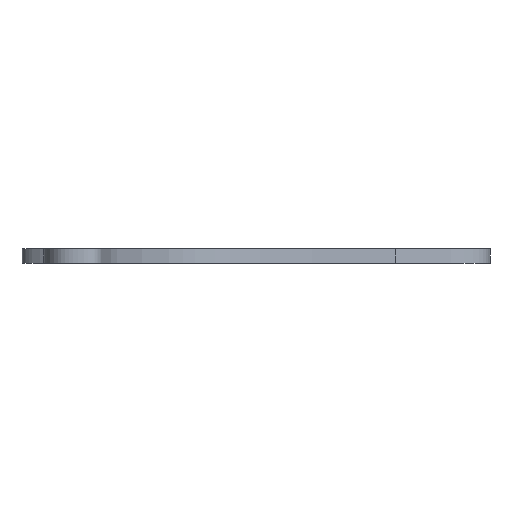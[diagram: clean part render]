
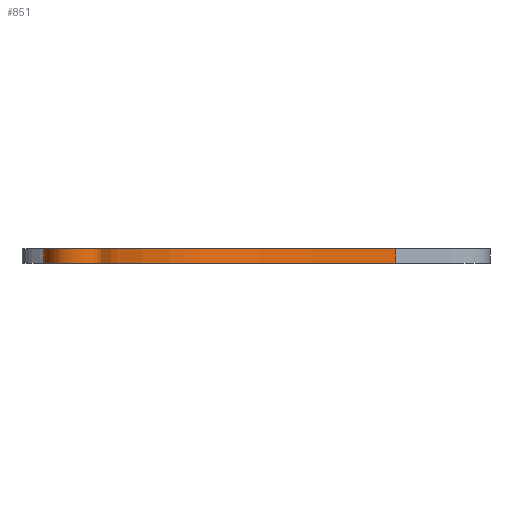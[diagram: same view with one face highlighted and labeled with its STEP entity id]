
A CAD part, left-side view. The second image highlights one B-rep face of the part: STEP entity #851.
In plain terms, the highlighted free-form (B-spline) face has degree [3, 1] with [24, 2] control points.
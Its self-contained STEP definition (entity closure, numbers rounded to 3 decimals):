
#453 = EDGE_CURVE('',#454,#456,#458,.T.);
#454 = VERTEX_POINT('',#455);
#455 = CARTESIAN_POINT('',(65.994,57.836,
    10.464));
#456 = VERTEX_POINT('',#457);
#457 = CARTESIAN_POINT('',(65.994,57.836,0.));
#458 = B_SPLINE_CURVE_WITH_KNOTS('',1,(#459,#460),.UNSPECIFIED.,.F.,.F.,
  (2,2),(-0.,10.),.PIECEWISE_BEZIER_KNOTS.);
#459 = CARTESIAN_POINT('',(65.994,57.836,
    10.464));
#460 = CARTESIAN_POINT('',(65.994,57.836,0.));
#463 = VERTEX_POINT('',#464);
#464 = CARTESIAN_POINT('',(-8.439,-139.852,0.));
#493 = EDGE_CURVE('',#494,#463,#496,.T.);
#494 = VERTEX_POINT('',#495);
#495 = CARTESIAN_POINT('',(-8.439,-139.852,
    10.464));
#496 = B_SPLINE_CURVE_WITH_KNOTS('',1,(#497,#498),.UNSPECIFIED.,.F.,.F.,
  (2,2),(-0.,10.),.PIECEWISE_BEZIER_KNOTS.);
#497 = CARTESIAN_POINT('',(-8.439,-139.852,
    10.464));
#498 = CARTESIAN_POINT('',(-8.439,-139.852,0.));
#585 = EDGE_CURVE('',#454,#494,#586,.T.);
#586 = B_SPLINE_CURVE_WITH_KNOTS('',3,(#587,#588,#589,#590,#591,#592,
    #593,#594,#595,#596,#597,#598,#599,#600,#601,#602,#603,#604,#605,
    #606,#607,#608,#609,#610),.UNSPECIFIED.,.F.,.F.,(4,1,1,1,1,1,1,1,1,1
    ,1,1,1,1,1,1,1,1,1,1,1,4),(0.,0.016,0.042,
    0.067,0.104,0.132,0.164,
    0.196,0.214,0.226,0.235,
    0.245,0.257,0.283,0.311,
    0.344,0.371,0.4,0.423,
    0.462,0.496,0.5),.UNSPECIFIED.);
#587 = CARTESIAN_POINT('',(65.994,57.836,
    10.464));
#588 = CARTESIAN_POINT('',(60.578,54.084,
    10.464));
#589 = CARTESIAN_POINT('',(46.387,44.685,
    10.464));
#590 = CARTESIAN_POINT('',(20.054,35.523,
    10.464));
#591 = CARTESIAN_POINT('',(-15.923,38.718,
    10.464));
#592 = CARTESIAN_POINT('',(-49.795,53.481,
    10.464));
#593 = CARTESIAN_POINT('',(-82.344,75.819,
    10.464));
#594 = CARTESIAN_POINT('',(-113.237,96.063,
    10.464));
#595 = CARTESIAN_POINT('',(-142.982,112.279,
    10.464));
#596 = CARTESIAN_POINT('',(-169.276,111.005,
    10.464));
#597 = CARTESIAN_POINT('',(-182.435,99.743,
    10.464));
#598 = CARTESIAN_POINT('',(-184.667,87.034,
    10.464));
#599 = CARTESIAN_POINT('',(-182.984,72.796,
    10.464));
#600 = CARTESIAN_POINT('',(-161.79,66.299,
    10.464));
#601 = CARTESIAN_POINT('',(-136.046,66.486,
    10.464));
#602 = CARTESIAN_POINT('',(-103.378,51.239,
    10.464));
#603 = CARTESIAN_POINT('',(-72.536,34.062,
    10.464));
#604 = CARTESIAN_POINT('',(-44.326,10.523,
    10.464));
#605 = CARTESIAN_POINT('',(-27.75,-17.805,
    10.464));
#606 = CARTESIAN_POINT('',(-19.485,-53.952,
    10.464));
#607 = CARTESIAN_POINT('',(-12.8,-91.967,
    10.464));
#608 = CARTESIAN_POINT('',(-10.49,-123.115,
    10.464));
#609 = CARTESIAN_POINT('',(-8.65,-138.193,
    10.464));
#610 = CARTESIAN_POINT('',(-8.439,-139.852,
    10.464));
#764 = EDGE_CURVE('',#456,#463,#765,.T.);
#765 = B_SPLINE_CURVE_WITH_KNOTS('',3,(#766,#767,#768,#769,#770,#771,
    #772,#773,#774,#775,#776,#777,#778,#779,#780,#781,#782,#783,#784,
    #785,#786,#787,#788,#789),.UNSPECIFIED.,.F.,.F.,(4,1,1,1,1,1,1,1,1,1
    ,1,1,1,1,1,1,1,1,1,1,1,4),(0.,0.016,0.042,
    0.067,0.104,0.132,0.164,
    0.196,0.214,0.226,0.235,
    0.245,0.257,0.283,0.311,
    0.344,0.371,0.4,0.423,
    0.462,0.496,0.5),.UNSPECIFIED.);
#766 = CARTESIAN_POINT('',(65.994,57.836,0.));
#767 = CARTESIAN_POINT('',(60.578,54.084,0.));
#768 = CARTESIAN_POINT('',(46.387,44.685,0.));
#769 = CARTESIAN_POINT('',(20.054,35.523,0.));
#770 = CARTESIAN_POINT('',(-15.923,38.718,0.));
#771 = CARTESIAN_POINT('',(-49.795,53.481,0.));
#772 = CARTESIAN_POINT('',(-82.344,75.819,0.));
#773 = CARTESIAN_POINT('',(-113.237,96.063,0.));
#774 = CARTESIAN_POINT('',(-142.982,112.279,0.));
#775 = CARTESIAN_POINT('',(-169.276,111.005,0.));
#776 = CARTESIAN_POINT('',(-182.435,99.743,0.));
#777 = CARTESIAN_POINT('',(-184.667,87.034,0.));
#778 = CARTESIAN_POINT('',(-182.984,72.796,0.));
#779 = CARTESIAN_POINT('',(-161.79,66.299,0.));
#780 = CARTESIAN_POINT('',(-136.046,66.486,0.));
#781 = CARTESIAN_POINT('',(-103.378,51.239,0.));
#782 = CARTESIAN_POINT('',(-72.536,34.062,0.));
#783 = CARTESIAN_POINT('',(-44.326,10.523,0.));
#784 = CARTESIAN_POINT('',(-27.75,-17.805,0.));
#785 = CARTESIAN_POINT('',(-19.485,-53.952,0.));
#786 = CARTESIAN_POINT('',(-12.8,-91.967,0.));
#787 = CARTESIAN_POINT('',(-10.49,-123.115,0.));
#788 = CARTESIAN_POINT('',(-8.65,-138.193,0.));
#789 = CARTESIAN_POINT('',(-8.439,-139.852,0.));
#851 = ADVANCED_FACE('',(#852),#858,.F.);
#852 = FACE_BOUND('',#853,.F.);
#853 = EDGE_LOOP('',(#854,#855,#856,#857));
#854 = ORIENTED_EDGE('',*,*,#764,.F.);
#855 = ORIENTED_EDGE('',*,*,#453,.F.);
#856 = ORIENTED_EDGE('',*,*,#585,.T.);
#857 = ORIENTED_EDGE('',*,*,#493,.T.);
#858 = B_SPLINE_SURFACE_WITH_KNOTS('',3,1,(
    (#859,#860)
    ,(#861,#862)
    ,(#863,#864)
    ,(#865,#866)
    ,(#867,#868)
    ,(#869,#870)
    ,(#871,#872)
    ,(#873,#874)
    ,(#875,#876)
    ,(#877,#878)
    ,(#879,#880)
    ,(#881,#882)
    ,(#883,#884)
    ,(#885,#886)
    ,(#887,#888)
    ,(#889,#890)
    ,(#891,#892)
    ,(#893,#894)
    ,(#895,#896)
    ,(#897,#898)
    ,(#899,#900)
    ,(#901,#902)
    ,(#903,#904)
    ,(#905,#906
    )),.UNSPECIFIED.,.F.,.F.,.F.,(4,1,1,1,1,1,1,1,1,1,1,1,1,1,1,1,1,1,1,
    1,1,4),(2,2),(0.,0.016,0.042,
    0.067,0.104,0.132,0.164,
    0.196,0.214,0.226,0.235,
    0.245,0.257,0.283,0.311,
    0.344,0.371,0.4,0.423,
    0.462,0.496,0.5),(0.,1.),.UNSPECIFIED.);
#859 = CARTESIAN_POINT('',(65.994,57.836,
    10.464));
#860 = CARTESIAN_POINT('',(65.994,57.836,0.));
#861 = CARTESIAN_POINT('',(60.578,54.084,
    10.464));
#862 = CARTESIAN_POINT('',(60.578,54.084,0.));
#863 = CARTESIAN_POINT('',(46.387,44.685,
    10.464));
#864 = CARTESIAN_POINT('',(46.387,44.685,0.));
#865 = CARTESIAN_POINT('',(20.054,35.523,
    10.464));
#866 = CARTESIAN_POINT('',(20.054,35.523,0.));
#867 = CARTESIAN_POINT('',(-15.923,38.718,
    10.464));
#868 = CARTESIAN_POINT('',(-15.923,38.718,0.));
#869 = CARTESIAN_POINT('',(-49.795,53.481,
    10.464));
#870 = CARTESIAN_POINT('',(-49.795,53.481,0.));
#871 = CARTESIAN_POINT('',(-82.344,75.819,
    10.464));
#872 = CARTESIAN_POINT('',(-82.344,75.819,0.));
#873 = CARTESIAN_POINT('',(-113.237,96.063,
    10.464));
#874 = CARTESIAN_POINT('',(-113.237,96.063,0.));
#875 = CARTESIAN_POINT('',(-142.982,112.279,
    10.464));
#876 = CARTESIAN_POINT('',(-142.982,112.279,0.));
#877 = CARTESIAN_POINT('',(-169.276,111.005,
    10.464));
#878 = CARTESIAN_POINT('',(-169.276,111.005,0.));
#879 = CARTESIAN_POINT('',(-182.435,99.743,
    10.464));
#880 = CARTESIAN_POINT('',(-182.435,99.743,0.));
#881 = CARTESIAN_POINT('',(-184.667,87.034,
    10.464));
#882 = CARTESIAN_POINT('',(-184.667,87.034,0.));
#883 = CARTESIAN_POINT('',(-182.984,72.796,
    10.464));
#884 = CARTESIAN_POINT('',(-182.984,72.796,0.));
#885 = CARTESIAN_POINT('',(-161.79,66.299,
    10.464));
#886 = CARTESIAN_POINT('',(-161.79,66.299,0.));
#887 = CARTESIAN_POINT('',(-136.046,66.486,
    10.464));
#888 = CARTESIAN_POINT('',(-136.046,66.486,0.));
#889 = CARTESIAN_POINT('',(-103.378,51.239,
    10.464));
#890 = CARTESIAN_POINT('',(-103.378,51.239,0.));
#891 = CARTESIAN_POINT('',(-72.536,34.062,
    10.464));
#892 = CARTESIAN_POINT('',(-72.536,34.062,0.));
#893 = CARTESIAN_POINT('',(-44.326,10.523,
    10.464));
#894 = CARTESIAN_POINT('',(-44.326,10.523,0.));
#895 = CARTESIAN_POINT('',(-27.75,-17.805,
    10.464));
#896 = CARTESIAN_POINT('',(-27.75,-17.805,0.));
#897 = CARTESIAN_POINT('',(-19.485,-53.952,
    10.464));
#898 = CARTESIAN_POINT('',(-19.485,-53.952,0.));
#899 = CARTESIAN_POINT('',(-12.8,-91.967,
    10.464));
#900 = CARTESIAN_POINT('',(-12.8,-91.967,0.));
#901 = CARTESIAN_POINT('',(-10.49,-123.115,
    10.464));
#902 = CARTESIAN_POINT('',(-10.49,-123.115,
    0.));
#903 = CARTESIAN_POINT('',(-8.65,-138.193,
    10.464));
#904 = CARTESIAN_POINT('',(-8.65,-138.193,
    0.));
#905 = CARTESIAN_POINT('',(-8.439,-139.852,
    10.464));
#906 = CARTESIAN_POINT('',(-8.439,-139.852,
    0.));
